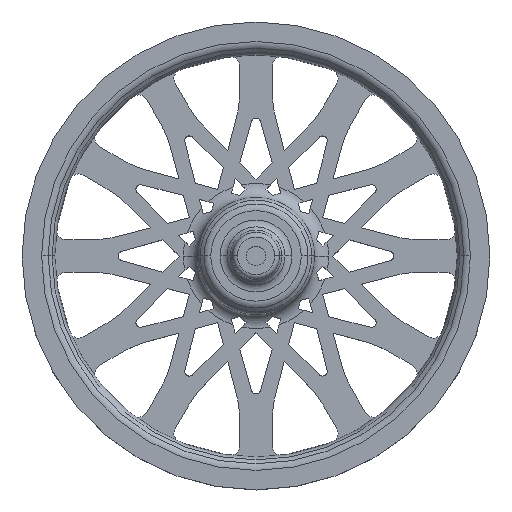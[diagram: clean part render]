
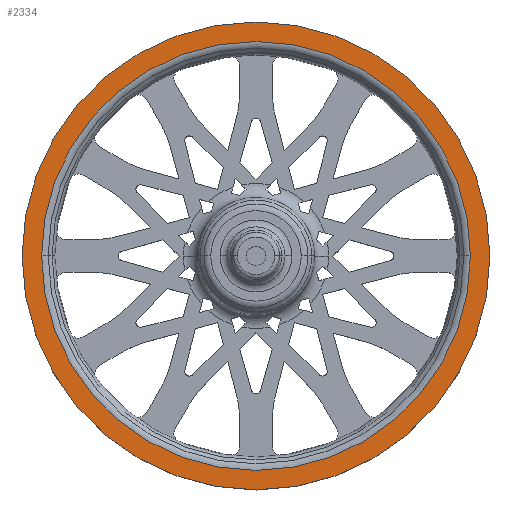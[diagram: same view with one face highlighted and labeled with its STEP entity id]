
A CAD part, top view. The second image highlights one B-rep face of the part: STEP entity #2334.
In plain terms, the highlighted planar face has unit normal (0, 0, 1).
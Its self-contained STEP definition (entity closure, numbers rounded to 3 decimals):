
#266 = EDGE_CURVE ( 'NONE', #2086, #3913, #6694, .T. ) ;
#420 = EDGE_LOOP ( 'NONE', ( #5687, #6591 ) ) ;
#836 = AXIS2_PLACEMENT_3D ( 'NONE', #3669, #2149, #4999 ) ;
#962 = DIRECTION ( 'NONE',  ( 0., 0., 1. ) ) ;
#1717 = DIRECTION ( 'NONE',  ( 1., 0., 0. ) ) ;
#2086 = VERTEX_POINT ( 'NONE', #4551 ) ;
#2149 = DIRECTION ( 'NONE',  ( 0., 0., 1. ) ) ;
#2240 = CARTESIAN_POINT ( 'NONE',  ( 45.828, 0., 12.5 ) ) ;
#2334 = ADVANCED_FACE ( 'NONE', ( #5955, #4727 ), #6815, .T. ) ;
#2603 = AXIS2_PLACEMENT_3D ( 'NONE', #6233, #5482, #5582 ) ;
#3229 = DIRECTION ( 'NONE',  ( 0., 0., -1. ) ) ;
#3232 = ORIENTED_EDGE ( 'NONE', *, *, #9258, .T. ) ;
#3428 = CIRCLE ( 'NONE', #836, 50. ) ;
#3669 = CARTESIAN_POINT ( 'NONE',  ( 0., 0., 12.5 ) ) ;
#3729 = CARTESIAN_POINT ( 'NONE',  ( -50., 0., 12.5 ) ) ;
#3861 = EDGE_CURVE ( 'NONE', #4786, #6268, #3428, .T. ) ;
#3913 = VERTEX_POINT ( 'NONE', #2240 ) ;
#4410 = CIRCLE ( 'NONE', #8503, 50. ) ;
#4413 = ORIENTED_EDGE ( 'NONE', *, *, #266, .T. ) ;
#4520 = DIRECTION ( 'NONE',  ( 1., 0., 0. ) ) ;
#4551 = CARTESIAN_POINT ( 'NONE',  ( -45.828, 0., 12.5 ) ) ;
#4727 = FACE_OUTER_BOUND ( 'NONE', #420, .T. ) ;
#4786 = VERTEX_POINT ( 'NONE', #3729 ) ;
#4999 = DIRECTION ( 'NONE',  ( 1., 0., 0. ) ) ;
#5234 = CARTESIAN_POINT ( 'NONE',  ( 0., 0., 12.5 ) ) ;
#5287 = EDGE_CURVE ( 'NONE', #6268, #4786, #4410, .T. ) ;
#5320 = CARTESIAN_POINT ( 'NONE',  ( 0., 0., 12.5 ) ) ;
#5325 = DIRECTION ( 'NONE',  ( 0., 0., 1. ) ) ;
#5482 = DIRECTION ( 'NONE',  ( 0., 0., -1. ) ) ;
#5582 = DIRECTION ( 'NONE',  ( 1., 0., 0. ) ) ;
#5687 = ORIENTED_EDGE ( 'NONE', *, *, #3861, .T. ) ;
#5697 = AXIS2_PLACEMENT_3D ( 'NONE', #5320, #3229, #8209 ) ;
#5955 = FACE_BOUND ( 'NONE', #9345, .T. ) ;
#6233 = CARTESIAN_POINT ( 'NONE',  ( 0., 0., 12.5 ) ) ;
#6268 = VERTEX_POINT ( 'NONE', #7016 ) ;
#6591 = ORIENTED_EDGE ( 'NONE', *, *, #5287, .T. ) ;
#6632 = AXIS2_PLACEMENT_3D ( 'NONE', #8282, #962, #1717 ) ;
#6694 = CIRCLE ( 'NONE', #2603, 45.828 ) ;
#6815 = PLANE ( 'NONE',  #6632 ) ;
#7016 = CARTESIAN_POINT ( 'NONE',  ( 50., 0., 12.5 ) ) ;
#8209 = DIRECTION ( 'NONE',  ( 1., 0., 0. ) ) ;
#8282 = CARTESIAN_POINT ( 'NONE',  ( 0., 0., 12.5 ) ) ;
#8503 = AXIS2_PLACEMENT_3D ( 'NONE', #5234, #5325, #4520 ) ;
#8726 = CIRCLE ( 'NONE', #5697, 45.828 ) ;
#9258 = EDGE_CURVE ( 'NONE', #3913, #2086, #8726, .T. ) ;
#9345 = EDGE_LOOP ( 'NONE', ( #3232, #4413 ) ) ;
